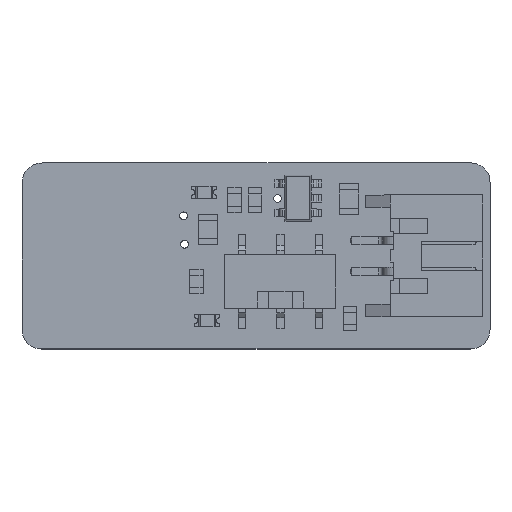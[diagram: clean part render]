
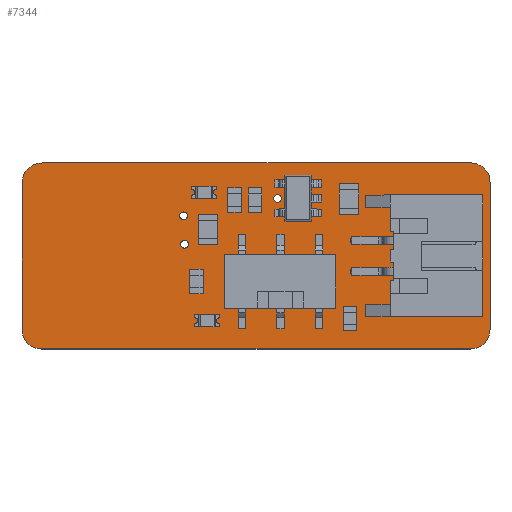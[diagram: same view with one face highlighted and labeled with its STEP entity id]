
A CAD part, top view. The second image highlights one B-rep face of the part: STEP entity #7344.
In plain terms, the highlighted planar face has unit normal (0, 0, 1).
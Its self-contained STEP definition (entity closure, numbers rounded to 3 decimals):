
#109=FACE_BOUND('',#912,.T.);
#110=FACE_BOUND('',#913,.T.);
#111=FACE_BOUND('',#914,.T.);
#112=FACE_BOUND('',#915,.T.);
#113=FACE_BOUND('',#916,.T.);
#114=FACE_BOUND('',#917,.T.);
#115=FACE_BOUND('',#918,.T.);
#116=FACE_BOUND('',#919,.T.);
#117=FACE_BOUND('',#920,.T.);
#118=FACE_BOUND('',#921,.T.);
#119=FACE_BOUND('',#922,.T.);
#120=FACE_BOUND('',#923,.T.);
#121=FACE_BOUND('',#924,.T.);
#122=FACE_BOUND('',#925,.T.);
#147=PLANE('',#7884);
#509=FACE_OUTER_BOUND('',#911,.T.);
#911=EDGE_LOOP('',(#5123,#5124,#5125,#5126,#5127,#5128,#5129,#5130));
#912=EDGE_LOOP('',(#5131));
#913=EDGE_LOOP('',(#5132));
#914=EDGE_LOOP('',(#5133));
#915=EDGE_LOOP('',(#5134));
#916=EDGE_LOOP('',(#5135));
#917=EDGE_LOOP('',(#5136));
#918=EDGE_LOOP('',(#5137));
#919=EDGE_LOOP('',(#5138));
#920=EDGE_LOOP('',(#5139));
#921=EDGE_LOOP('',(#5140));
#922=EDGE_LOOP('',(#5141));
#923=EDGE_LOOP('',(#5142));
#924=EDGE_LOOP('',(#5143));
#925=EDGE_LOOP('',(#5144));
#1341=LINE('',#10447,#2275);
#1345=LINE('',#10459,#2279);
#1349=LINE('',#10471,#2283);
#1353=LINE('',#10483,#2287);
#2275=VECTOR('',#8462,10.);
#2279=VECTOR('',#8474,10.);
#2283=VECTOR('',#8486,10.);
#2287=VECTOR('',#8498,10.);
#3194=CIRCLE('',#7828,0.5);
#3196=CIRCLE('',#7831,0.25);
#3198=CIRCLE('',#7834,0.25);
#3200=CIRCLE('',#7837,0.25);
#3202=CIRCLE('',#7840,0.25);
#3204=CIRCLE('',#7843,0.25);
#3206=CIRCLE('',#7846,0.25);
#3208=CIRCLE('',#7849,0.25);
#3210=CIRCLE('',#7852,0.25);
#3212=CIRCLE('',#7855,0.25);
#3214=CIRCLE('',#7858,0.25);
#3216=CIRCLE('',#7861,0.25);
#3218=CIRCLE('',#7864,0.25);
#3220=CIRCLE('',#7867,0.5);
#3222=CIRCLE('',#7871,1.27);
#3224=CIRCLE('',#7875,1.302);
#3226=CIRCLE('',#7879,1.239);
#3228=CIRCLE('',#7883,1.27);
#3300=VERTEX_POINT('',#10359);
#3302=VERTEX_POINT('',#10365);
#3304=VERTEX_POINT('',#10371);
#3306=VERTEX_POINT('',#10377);
#3308=VERTEX_POINT('',#10383);
#3310=VERTEX_POINT('',#10389);
#3312=VERTEX_POINT('',#10395);
#3314=VERTEX_POINT('',#10401);
#3316=VERTEX_POINT('',#10407);
#3318=VERTEX_POINT('',#10413);
#3320=VERTEX_POINT('',#10419);
#3322=VERTEX_POINT('',#10425);
#3324=VERTEX_POINT('',#10431);
#3326=VERTEX_POINT('',#10437);
#3329=VERTEX_POINT('',#10444);
#3330=VERTEX_POINT('',#10446);
#3332=VERTEX_POINT('',#10452);
#3334=VERTEX_POINT('',#10458);
#3336=VERTEX_POINT('',#10464);
#3338=VERTEX_POINT('',#10470);
#3340=VERTEX_POINT('',#10476);
#3342=VERTEX_POINT('',#10482);
#3989=EDGE_CURVE('',#3300,#3300,#3194,.T.);
#3992=EDGE_CURVE('',#3302,#3302,#3196,.T.);
#3995=EDGE_CURVE('',#3304,#3304,#3198,.T.);
#3998=EDGE_CURVE('',#3306,#3306,#3200,.T.);
#4001=EDGE_CURVE('',#3308,#3308,#3202,.T.);
#4004=EDGE_CURVE('',#3310,#3310,#3204,.T.);
#4007=EDGE_CURVE('',#3312,#3312,#3206,.T.);
#4010=EDGE_CURVE('',#3314,#3314,#3208,.T.);
#4013=EDGE_CURVE('',#3316,#3316,#3210,.T.);
#4016=EDGE_CURVE('',#3318,#3318,#3212,.T.);
#4019=EDGE_CURVE('',#3320,#3320,#3214,.T.);
#4022=EDGE_CURVE('',#3322,#3322,#3216,.T.);
#4025=EDGE_CURVE('',#3324,#3324,#3218,.T.);
#4028=EDGE_CURVE('',#3326,#3326,#3220,.T.);
#4031=EDGE_CURVE('',#3330,#3329,#1341,.T.);
#4034=EDGE_CURVE('',#3332,#3330,#3222,.T.);
#4037=EDGE_CURVE('',#3334,#3332,#1345,.T.);
#4040=EDGE_CURVE('',#3336,#3334,#3224,.T.);
#4043=EDGE_CURVE('',#3338,#3336,#1349,.T.);
#4046=EDGE_CURVE('',#3340,#3338,#3226,.T.);
#4049=EDGE_CURVE('',#3342,#3340,#1353,.T.);
#4052=EDGE_CURVE('',#3329,#3342,#3228,.T.);
#5123=ORIENTED_EDGE('',*,*,#4052,.T.);
#5124=ORIENTED_EDGE('',*,*,#4049,.T.);
#5125=ORIENTED_EDGE('',*,*,#4046,.T.);
#5126=ORIENTED_EDGE('',*,*,#4043,.T.);
#5127=ORIENTED_EDGE('',*,*,#4040,.T.);
#5128=ORIENTED_EDGE('',*,*,#4037,.T.);
#5129=ORIENTED_EDGE('',*,*,#4034,.T.);
#5130=ORIENTED_EDGE('',*,*,#4031,.T.);
#5131=ORIENTED_EDGE('',*,*,#3989,.T.);
#5132=ORIENTED_EDGE('',*,*,#3992,.T.);
#5133=ORIENTED_EDGE('',*,*,#3995,.T.);
#5134=ORIENTED_EDGE('',*,*,#3998,.T.);
#5135=ORIENTED_EDGE('',*,*,#4001,.T.);
#5136=ORIENTED_EDGE('',*,*,#4004,.T.);
#5137=ORIENTED_EDGE('',*,*,#4007,.T.);
#5138=ORIENTED_EDGE('',*,*,#4010,.T.);
#5139=ORIENTED_EDGE('',*,*,#4013,.T.);
#5140=ORIENTED_EDGE('',*,*,#4016,.T.);
#5141=ORIENTED_EDGE('',*,*,#4019,.T.);
#5142=ORIENTED_EDGE('',*,*,#4022,.T.);
#5143=ORIENTED_EDGE('',*,*,#4025,.T.);
#5144=ORIENTED_EDGE('',*,*,#4028,.T.);
#7344=ADVANCED_FACE('',(#509,#109,#110,#111,#112,#113,#114,#115,#116,#117,
#118,#119,#120,#121,#122),#147,.T.);
#7828=AXIS2_PLACEMENT_3D('',#10361,#8365,#8366);
#7831=AXIS2_PLACEMENT_3D('',#10367,#8372,#8373);
#7834=AXIS2_PLACEMENT_3D('',#10373,#8379,#8380);
#7837=AXIS2_PLACEMENT_3D('',#10379,#8386,#8387);
#7840=AXIS2_PLACEMENT_3D('',#10385,#8393,#8394);
#7843=AXIS2_PLACEMENT_3D('',#10391,#8400,#8401);
#7846=AXIS2_PLACEMENT_3D('',#10397,#8407,#8408);
#7849=AXIS2_PLACEMENT_3D('',#10403,#8414,#8415);
#7852=AXIS2_PLACEMENT_3D('',#10409,#8421,#8422);
#7855=AXIS2_PLACEMENT_3D('',#10415,#8428,#8429);
#7858=AXIS2_PLACEMENT_3D('',#10421,#8435,#8436);
#7861=AXIS2_PLACEMENT_3D('',#10427,#8442,#8443);
#7864=AXIS2_PLACEMENT_3D('',#10433,#8449,#8450);
#7867=AXIS2_PLACEMENT_3D('',#10439,#8456,#8457);
#7871=AXIS2_PLACEMENT_3D('',#10453,#8468,#8469);
#7875=AXIS2_PLACEMENT_3D('',#10465,#8480,#8481);
#7879=AXIS2_PLACEMENT_3D('',#10477,#8492,#8493);
#7883=AXIS2_PLACEMENT_3D('',#10487,#8504,#8505);
#7884=AXIS2_PLACEMENT_3D('',#10488,#8506,#8507);
#8365=DIRECTION('center_axis',(0.,0.,-1.));
#8366=DIRECTION('ref_axis',(1.,0.,0.));
#8372=DIRECTION('center_axis',(0.,0.,-1.));
#8373=DIRECTION('ref_axis',(1.,0.,0.));
#8379=DIRECTION('center_axis',(0.,0.,-1.));
#8380=DIRECTION('ref_axis',(1.,0.,0.));
#8386=DIRECTION('center_axis',(0.,0.,-1.));
#8387=DIRECTION('ref_axis',(1.,0.,0.));
#8393=DIRECTION('center_axis',(0.,0.,-1.));
#8394=DIRECTION('ref_axis',(1.,0.,0.));
#8400=DIRECTION('center_axis',(0.,0.,-1.));
#8401=DIRECTION('ref_axis',(1.,0.,0.));
#8407=DIRECTION('center_axis',(0.,0.,-1.));
#8408=DIRECTION('ref_axis',(1.,0.,0.));
#8414=DIRECTION('center_axis',(0.,0.,-1.));
#8415=DIRECTION('ref_axis',(1.,0.,0.));
#8421=DIRECTION('center_axis',(0.,0.,-1.));
#8422=DIRECTION('ref_axis',(1.,0.,0.));
#8428=DIRECTION('center_axis',(0.,0.,-1.));
#8429=DIRECTION('ref_axis',(1.,0.,0.));
#8435=DIRECTION('center_axis',(0.,0.,-1.));
#8436=DIRECTION('ref_axis',(1.,0.,0.));
#8442=DIRECTION('center_axis',(0.,0.,-1.));
#8443=DIRECTION('ref_axis',(1.,0.,0.));
#8449=DIRECTION('center_axis',(0.,0.,-1.));
#8450=DIRECTION('ref_axis',(1.,0.,0.));
#8456=DIRECTION('center_axis',(0.,0.,-1.));
#8457=DIRECTION('ref_axis',(1.,0.,0.));
#8462=DIRECTION('',(1.,0.,0.));
#8468=DIRECTION('center_axis',(0.,0.,1.));
#8469=DIRECTION('ref_axis',(-1.,0.,0.));
#8474=DIRECTION('',(0.,-1.,0.));
#8480=DIRECTION('center_axis',(0.,0.,1.));
#8481=DIRECTION('ref_axis',(0.025,1.,0.));
#8486=DIRECTION('',(-1.,0.,0.));
#8492=DIRECTION('center_axis',(0.,0.,1.));
#8493=DIRECTION('ref_axis',(1.,-0.025,0.));
#8498=DIRECTION('',(0.,1.,0.));
#8504=DIRECTION('center_axis',(0.,0.,1.));
#8505=DIRECTION('ref_axis',(0.,-1.,0.));
#8506=DIRECTION('center_axis',(0.,0.,1.));
#8507=DIRECTION('ref_axis',(1.,0.,0.));
#10359=CARTESIAN_POINT('',(14.764,4.382,1.57));
#10361=CARTESIAN_POINT('Origin',(15.264,4.382,1.57));
#10365=CARTESIAN_POINT('',(23.499,9.779,1.57));
#10367=CARTESIAN_POINT('Origin',(23.749,9.779,1.57));
#10371=CARTESIAN_POINT('',(10.228,8.636,1.57));
#10373=CARTESIAN_POINT('Origin',(10.478,8.636,1.57));
#10377=CARTESIAN_POINT('',(17.657,9.779,1.57));
#10379=CARTESIAN_POINT('Origin',(17.907,9.779,1.57));
#10383=CARTESIAN_POINT('',(18.546,3.048,1.57));
#10385=CARTESIAN_POINT('Origin',(18.796,3.048,1.57));
#10389=CARTESIAN_POINT('',(25.214,2.794,1.57));
#10391=CARTESIAN_POINT('Origin',(25.464,2.794,1.57));
#10395=CARTESIAN_POINT('',(10.291,6.794,1.57));
#10397=CARTESIAN_POINT('Origin',(10.541,6.794,1.57));
#10401=CARTESIAN_POINT('',(25.15,9.398,1.57));
#10403=CARTESIAN_POINT('Origin',(25.4,9.398,1.57));
#10407=CARTESIAN_POINT('',(13.466,3.048,1.57));
#10409=CARTESIAN_POINT('Origin',(13.716,3.048,1.57));
#10413=CARTESIAN_POINT('',(16.578,4.508,1.57));
#10415=CARTESIAN_POINT('Origin',(16.828,4.508,1.57));
#10419=CARTESIAN_POINT('',(19.752,5.778,1.57));
#10421=CARTESIAN_POINT('Origin',(20.002,5.778,1.57));
#10425=CARTESIAN_POINT('',(16.324,9.76,1.57));
#10427=CARTESIAN_POINT('Origin',(16.574,9.76,1.57));
#10431=CARTESIAN_POINT('',(24.007,3.683,1.57));
#10433=CARTESIAN_POINT('Origin',(24.257,3.683,1.57));
#10437=CARTESIAN_POINT('',(17.764,4.382,1.57));
#10439=CARTESIAN_POINT('Origin',(18.264,4.382,1.57));
#10444=CARTESIAN_POINT('',(29.083,0.,1.57));
#10446=CARTESIAN_POINT('',(1.27,0.,1.57));
#10447=CARTESIAN_POINT('',(29.083,0.,1.57));
#10452=CARTESIAN_POINT('',(0.,1.27,1.57));
#10453=CARTESIAN_POINT('Origin',(1.27,1.27,1.57));
#10458=CARTESIAN_POINT('',(0.,10.795,1.57));
#10459=CARTESIAN_POINT('',(0.,1.27,1.57));
#10464=CARTESIAN_POINT('',(1.334,12.065,1.57));
#10465=CARTESIAN_POINT('Origin',(1.302,10.763,1.57));
#10470=CARTESIAN_POINT('',(29.146,12.065,1.57));
#10471=CARTESIAN_POINT('',(1.334,12.065,1.57));
#10476=CARTESIAN_POINT('',(30.353,10.795,1.57));
#10477=CARTESIAN_POINT('Origin',(29.115,10.827,1.57));
#10482=CARTESIAN_POINT('',(30.353,1.27,1.57));
#10483=CARTESIAN_POINT('',(30.353,10.795,1.57));
#10487=CARTESIAN_POINT('Origin',(29.083,1.27,1.57));
#10488=CARTESIAN_POINT('Origin',(15.177,6.033,1.57));
